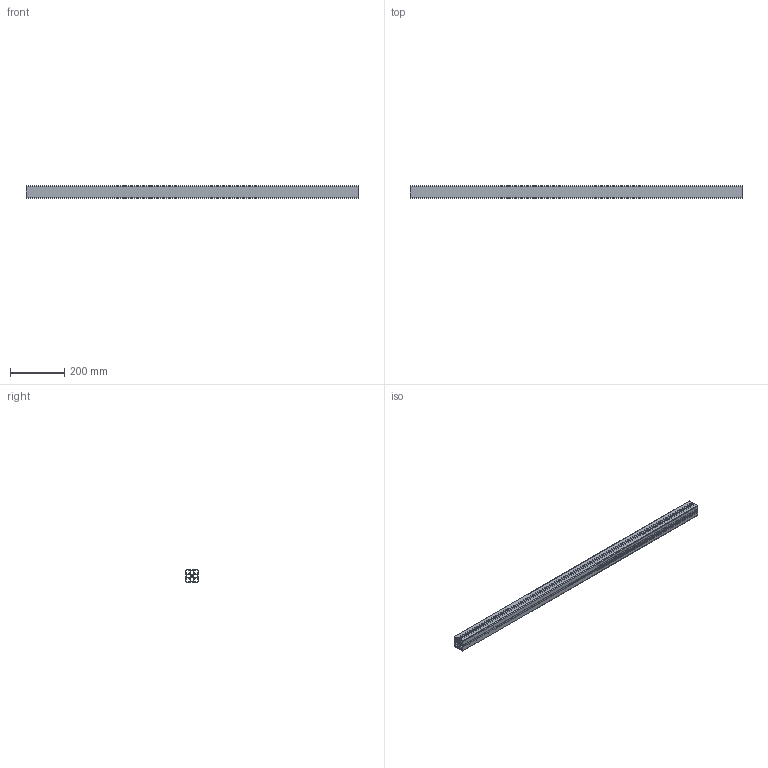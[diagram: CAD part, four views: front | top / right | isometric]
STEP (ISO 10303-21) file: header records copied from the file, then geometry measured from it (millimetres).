
FILE_DESCRIPTION(/* description */ (''),/* implementation_level */ '2;1');
FILE_NAME(/* name */ '10-4545S4-0-48IN.stp',/* time_stamp */ '2024-11-12T11:42:46-05:00',/* author */ ('esanner'),/* organization */ (''),/* preprocessor_version */ 'ST-DEVELOPER v19',/* originating_system */ 'AutoCAD Mechanical',/* authorisation */ '');
FILE_SCHEMA (('AUTOMOTIVE_DESIGN { 1 0 10303 214 3 1 1 }'));
Length unit declared in the file: millimetre
Products named in the file (2): Product; ACADMENU
Assembly tree (2 placements, depth 2):
  Product
    ACADMENU  x2
Bounding box: 1219.2 x 45 x 45 mm (x, y, z)
Volume: 901483.2 mm3; surface area: 753086.4 mm2
Topology: 1 solids, 1 shells, 138 faces, 408 edges, 272 vertices
Faces by surface type: plane 90, cylinder 48
Entity records: 4695 total; most frequent: CARTESIAN_POINT 822, ORIENTED_EDGE 816, DIRECTION 788, EDGE_CURVE 408, LINE 312, VECTOR 312, VERTEX_POINT 272, AXIS2_PLACEMENT_3D 238
